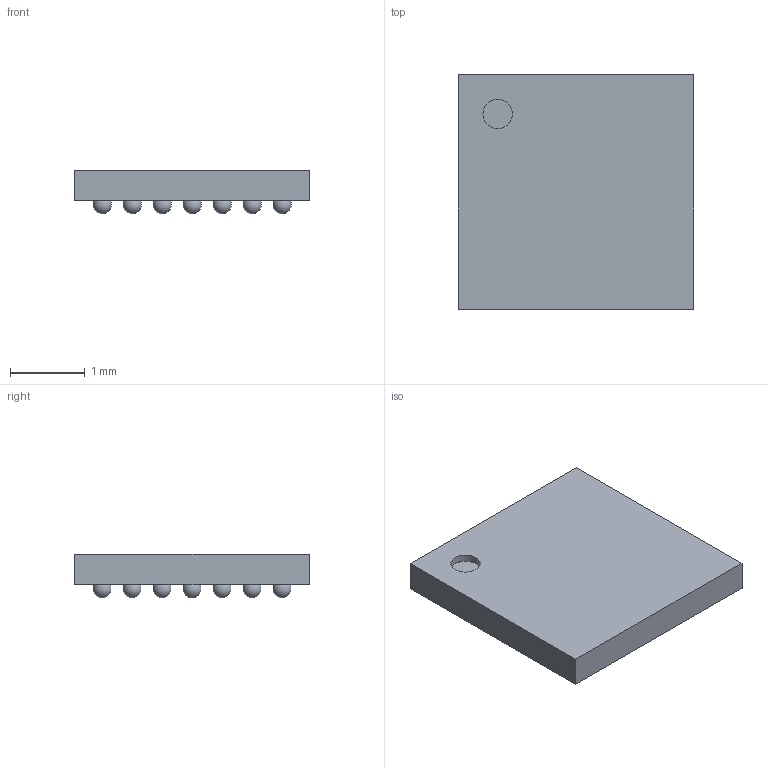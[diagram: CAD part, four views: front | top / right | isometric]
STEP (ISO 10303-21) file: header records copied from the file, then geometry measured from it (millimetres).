
FILE_DESCRIPTION(('Open CASCADE Model'),'2;1');
FILE_NAME('Open CASCADE Shape Model','2022-03-02T23:43:48',('Author'),( 'Open CASCADE'),'Open CASCADE STEP processor 6.8','Open CASCADE 6.8' ,'Unknown');
FILE_SCHEMA(('AUTOMOTIVE_DESIGN_CC2 { 1 2 10303 214 -1 1 5 4 }'));
Length unit declared in the file: millimetre
Products named in the file (5): BGA49C40P7X7_314X313X58.step; Open CASCADE STEP translator 6.8 4.1; Body; Open CASCADE STEP translator 6.8 4.2.1; ball
Assembly tree (52 placements, depth 3):
  BGA49C40P7X7_314X313X58.step
    Open CASCADE STEP translator 6.8 4.1
    Body
      Open CASCADE STEP translator 6.8 4.2.1
    ball  x49
Bounding box: 3.14 x 3.13 x 0.58 mm (x, y, z)
Volume: 4.4 mm3; surface area: 34.7 mm2
Topology: 50 solids, 51 shells, 58 faces, 163 edges, 109 vertices
Faces by surface type: sphere 49, plane 8, cylinder 1
Full cylindrical faces by diameter (mm): 0.393 x1
Entity records: 936 total; most frequent: DIRECTION 175, CARTESIAN_POINT 128, AXIS2_PLACEMENT_3D 66, PRODUCT_DEFINITION_SHAPE 57, CONTEXT_DEPENDENT_SHAPE_REPRESENTATION 52, ITEM_DEFINED_TRANSFORMATION 52, NEXT_ASSEMBLY_USAGE_OCCURRENCE 52, LINE 41
